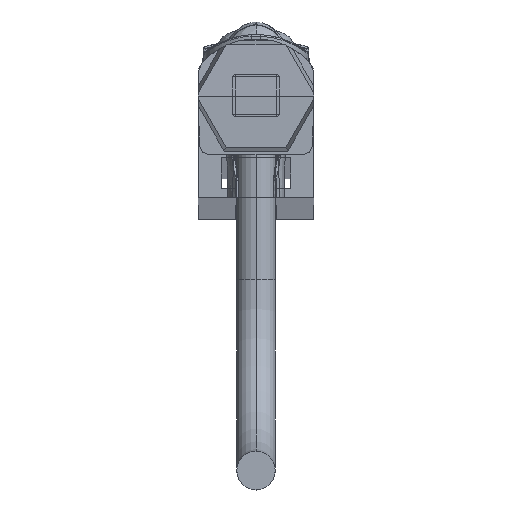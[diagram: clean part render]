
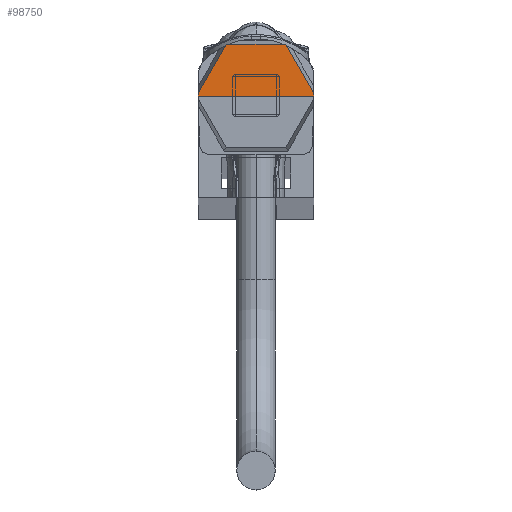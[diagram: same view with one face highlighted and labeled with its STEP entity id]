
A CAD part, top view. The second image highlights one B-rep face of the part: STEP entity #98750.
In plain terms, the highlighted planar face has unit normal (0, 0.018, 1).
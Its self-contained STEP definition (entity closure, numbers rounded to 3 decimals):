
#95907=CARTESIAN_POINT('',(2.928,7.722,649.156));
#95908=CARTESIAN_POINT('',(3.006,7.689,649.157));
#95909=CARTESIAN_POINT('',(3.084,7.654,649.157));
#95910=CARTESIAN_POINT('',(3.161,7.618,649.158));
#95912=DIRECTION('',(-0.497,0.868,-0.015));
#95913=VECTOR('',#95912,5.7);
#95914=CARTESIAN_POINT('',(5.994,2.673,649.244));
#95915=LINE('',#95914,#95913);
#95916=DIRECTION('',(-0.017,1.,-0.017));
#95917=VECTOR('',#95916,0.323);
#95918=CARTESIAN_POINT('',(6.,2.35,649.25));
#95919=LINE('',#95918,#95917);
#95920=DIRECTION('',(1.,0.,0.));
#95921=VECTOR('',#95920,12.);
#95922=CARTESIAN_POINT('',(-6.,2.35,649.25));
#95923=LINE('',#95922,#95921);
#95924=DIRECTION('',(0.017,1.,-0.017));
#95925=VECTOR('',#95924,0.323);
#95926=CARTESIAN_POINT('',(-6.,2.35,649.25));
#95927=LINE('',#95926,#95925);
#95928=DIRECTION('',(-0.497,-0.868,0.015));
#95929=VECTOR('',#95928,5.7);
#95930=CARTESIAN_POINT('',(-3.161,7.618,
649.158));
#95931=LINE('',#95930,#95929);
#95932=CARTESIAN_POINT('',(-3.161,7.618,
649.158));
#95933=CARTESIAN_POINT('',(-3.084,7.654,
649.157));
#95934=CARTESIAN_POINT('',(-3.006,7.689,
649.157));
#95935=CARTESIAN_POINT('',(-2.927,7.722,
649.156));
#95937=DIRECTION('',(-1.,0.,0.));
#95938=VECTOR('',#95937,5.855);
#95939=CARTESIAN_POINT('',(2.928,7.722,649.156));
#95940=LINE('',#95939,#95938);
#95973=CARTESIAN_POINT('',(3.161,7.618,649.158));
#95998=CARTESIAN_POINT('',(2.928,7.722,649.156));
#96004=CARTESIAN_POINT('',(-2.927,7.722,
649.156));
#96040=CARTESIAN_POINT('',(-3.161,7.618,
649.158));
#96300=CARTESIAN_POINT('',(-6.,2.35,649.25));
#96301=VERTEX_POINT('',#96300);
#96302=CARTESIAN_POINT('',(6.,2.35,649.25));
#96303=VERTEX_POINT('',#96302);
#96312=VERTEX_POINT('',#95973);
#96315=CARTESIAN_POINT('',(5.994,2.673,649.244));
#96317=VERTEX_POINT('',#96315);
#96318=VERTEX_POINT('',#96040);
#96321=CARTESIAN_POINT('',(-5.994,2.673,
649.244));
#96323=VERTEX_POINT('',#96321);
#96328=VERTEX_POINT('',#95998);
#96330=VERTEX_POINT('',#96004);
#98728=CARTESIAN_POINT('',(-6.64,2.35,649.25));
#98729=DIRECTION('',(0.,0.017,1.));
#98730=DIRECTION('',(1.,0.,0.));
#98731=AXIS2_PLACEMENT_3D('',#98728,#98729,#98730);
#98732=PLANE('',#98731);
#98734=ORIENTED_EDGE('',*,*,#98733,.T.);
#98736=ORIENTED_EDGE('',*,*,#98735,.F.);
#98738=ORIENTED_EDGE('',*,*,#98737,.F.);
#98739=ORIENTED_EDGE('',*,*,#98716,.F.);
#98741=ORIENTED_EDGE('',*,*,#98740,.T.);
#98743=ORIENTED_EDGE('',*,*,#98742,.F.);
#98745=ORIENTED_EDGE('',*,*,#98744,.T.);
#98747=ORIENTED_EDGE('',*,*,#98746,.F.);
#98748=EDGE_LOOP('',(#98734,#98736,#98738,#98739,#98741,#98743,#98745,#98747));
#98749=FACE_OUTER_BOUND('',#98748,.F.);
#98750=ADVANCED_FACE('',(#98749),#98732,.T.);
#95911=B_SPLINE_CURVE_WITH_KNOTS('',3,(#95907,#95908,#95909,#95910),
.UNSPECIFIED.,.F.,.F.,(4,4),(0.,1.),.UNSPECIFIED.);
#95936=B_SPLINE_CURVE_WITH_KNOTS('',3,(#95932,#95933,#95934,#95935),
.UNSPECIFIED.,.F.,.F.,(4,4),(0.,1.),.UNSPECIFIED.);
#98716=EDGE_CURVE('',#96301,#96303,#95923,.T.);
#98733=EDGE_CURVE('',#96328,#96312,#95911,.T.);
#98735=EDGE_CURVE('',#96317,#96312,#95915,.T.);
#98737=EDGE_CURVE('',#96303,#96317,#95919,.T.);
#98740=EDGE_CURVE('',#96301,#96323,#95927,.T.);
#98742=EDGE_CURVE('',#96318,#96323,#95931,.T.);
#98744=EDGE_CURVE('',#96318,#96330,#95936,.T.);
#98746=EDGE_CURVE('',#96328,#96330,#95940,.T.);
